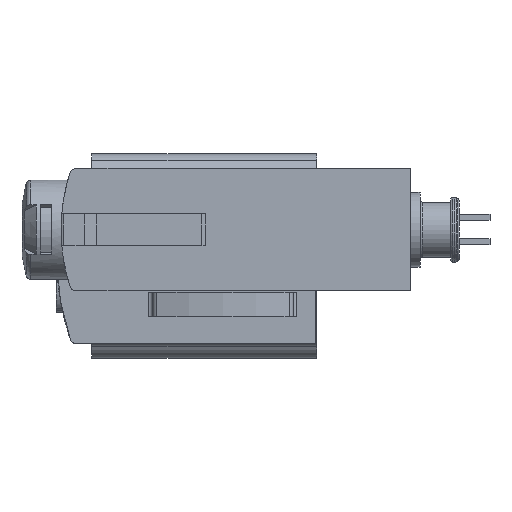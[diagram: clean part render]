
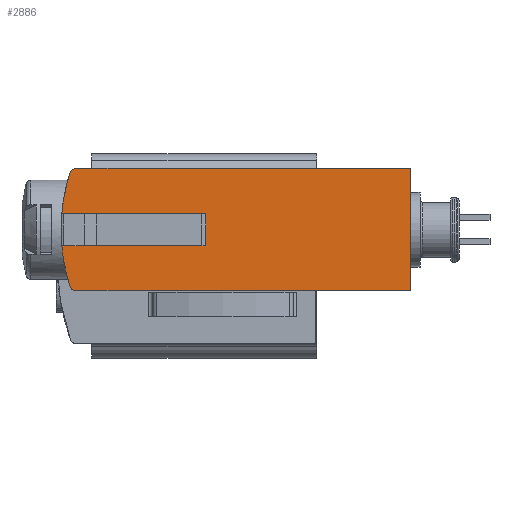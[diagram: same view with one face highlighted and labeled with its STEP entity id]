
A CAD part, left-side view. The second image highlights one B-rep face of the part: STEP entity #2886.
In plain terms, the highlighted planar face has unit normal (-1, 0, 0).
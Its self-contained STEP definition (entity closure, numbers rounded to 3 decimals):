
#35=PLANE('',#3127);
#217=LINE('',#4642,#475);
#226=LINE('',#4660,#484);
#227=LINE('',#4663,#485);
#228=LINE('',#4666,#486);
#229=LINE('',#4668,#487);
#230=LINE('',#4670,#488);
#475=VECTOR('',#3582,1000.);
#484=VECTOR('',#3593,1000.);
#485=VECTOR('',#3594,1000.);
#486=VECTOR('',#3597,1000.);
#487=VECTOR('',#3598,1000.);
#488=VECTOR('',#3601,1000.);
#698=CIRCLE('',#3100,15.);
#701=CIRCLE('',#3103,15.);
#713=CIRCLE('',#3128,0.5);
#714=CIRCLE('',#3129,0.5);
#960=ORIENTED_EDGE('',*,*,#1787,.T.);
#961=ORIENTED_EDGE('',*,*,#1788,.T.);
#962=ORIENTED_EDGE('',*,*,#1713,.F.);
#963=ORIENTED_EDGE('',*,*,#1789,.F.);
#964=ORIENTED_EDGE('',*,*,#1790,.T.);
#965=ORIENTED_EDGE('',*,*,#1791,.T.);
#966=ORIENTED_EDGE('',*,*,#1778,.F.);
#967=ORIENTED_EDGE('',*,*,#1792,.F.);
#968=ORIENTED_EDGE('',*,*,#1716,.F.);
#969=ORIENTED_EDGE('',*,*,#1793,.F.);
#1713=EDGE_CURVE('',#2130,#2131,#698,.T.);
#1716=EDGE_CURVE('',#2133,#2134,#701,.T.);
#1778=EDGE_CURVE('',#2186,#2187,#217,.T.);
#1787=EDGE_CURVE('',#2195,#2196,#226,.T.);
#1788=EDGE_CURVE('',#2196,#2131,#227,.T.);
#1789=EDGE_CURVE('',#2197,#2130,#713,.T.);
#1790=EDGE_CURVE('',#2197,#2198,#228,.T.);
#1791=EDGE_CURVE('',#2198,#2187,#229,.T.);
#1792=EDGE_CURVE('',#2134,#2186,#714,.T.);
#1793=EDGE_CURVE('',#2195,#2133,#230,.T.);
#2130=VERTEX_POINT('',#4504);
#2131=VERTEX_POINT('',#4505);
#2133=VERTEX_POINT('',#4509);
#2134=VERTEX_POINT('',#4511);
#2186=VERTEX_POINT('',#4641);
#2187=VERTEX_POINT('',#4643);
#2195=VERTEX_POINT('',#4661);
#2196=VERTEX_POINT('',#4662);
#2197=VERTEX_POINT('',#4665);
#2198=VERTEX_POINT('',#4667);
#2393=EDGE_LOOP('',(#960,#961,#962,#963,#964,#965,#966,#967,#968,#969));
#2618=FACE_BOUND('',#2393,.T.);
#2886=ADVANCED_FACE('',(#2618),#35,.F.);
#3100=AXIS2_PLACEMENT_3D('',#4503,#3481,#3482);
#3103=AXIS2_PLACEMENT_3D('',#4510,#3487,#3488);
#3127=AXIS2_PLACEMENT_3D('',#4659,#3591,#3592);
#3128=AXIS2_PLACEMENT_3D('',#4664,#3595,#3596);
#3129=AXIS2_PLACEMENT_3D('',#4669,#3599,#3600);
#3481=DIRECTION('',(1.,0.,0.));
#3482=DIRECTION('',(0.,0.,-1.));
#3487=DIRECTION('',(1.,0.,0.));
#3488=DIRECTION('',(0.,0.,-1.));
#3582=DIRECTION('',(0.,-1.,0.));
#3591=DIRECTION('',(1.,0.,0.));
#3592=DIRECTION('',(0.,0.,-1.));
#3593=DIRECTION('',(0.,0.,-1.));
#3594=DIRECTION('',(0.,1.,0.));
#3595=DIRECTION('',(1.,0.,0.));
#3596=DIRECTION('',(0.,0.,-1.));
#3597=DIRECTION('',(0.,-1.,0.));
#3598=DIRECTION('',(0.,0.,1.));
#3599=DIRECTION('',(1.,0.,0.));
#3600=DIRECTION('',(0.,0.,-1.));
#3601=DIRECTION('',(0.,1.,0.));
#4503=CARTESIAN_POINT('',(-102.4,5.85,0.));
#4504=CARTESIAN_POINT('',(-102.4,20.109,-4.655));
#4505=CARTESIAN_POINT('',(-102.4,20.794,-1.3));
#4509=CARTESIAN_POINT('',(-102.4,20.794,1.3));
#4510=CARTESIAN_POINT('',(-102.4,5.85,0.));
#4511=CARTESIAN_POINT('',(-102.4,20.109,4.655));
#4641=CARTESIAN_POINT('',(-102.4,19.634,5.));
#4642=CARTESIAN_POINT('',(-102.4,23.,5.));
#4643=CARTESIAN_POINT('',(-102.4,-7.65,5.));
#4659=CARTESIAN_POINT('',(-102.4,23.,-5.));
#4660=CARTESIAN_POINT('',(-102.4,9.05,1.3));
#4661=CARTESIAN_POINT('',(-102.4,9.05,1.3));
#4662=CARTESIAN_POINT('',(-102.4,9.05,-1.3));
#4663=CARTESIAN_POINT('',(-102.4,9.05,-1.3));
#4664=CARTESIAN_POINT('',(-102.4,19.634,-4.5));
#4665=CARTESIAN_POINT('',(-102.4,19.634,-5.));
#4666=CARTESIAN_POINT('',(-102.4,23.,-5.));
#4667=CARTESIAN_POINT('',(-102.4,-7.65,-5.));
#4668=CARTESIAN_POINT('',(-102.4,-7.65,-47.17));
#4669=CARTESIAN_POINT('',(-102.4,19.634,4.5));
#4670=CARTESIAN_POINT('',(-102.4,9.05,1.3));
